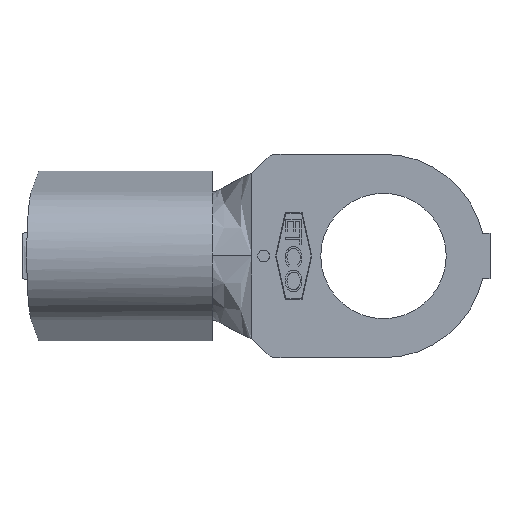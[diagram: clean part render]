
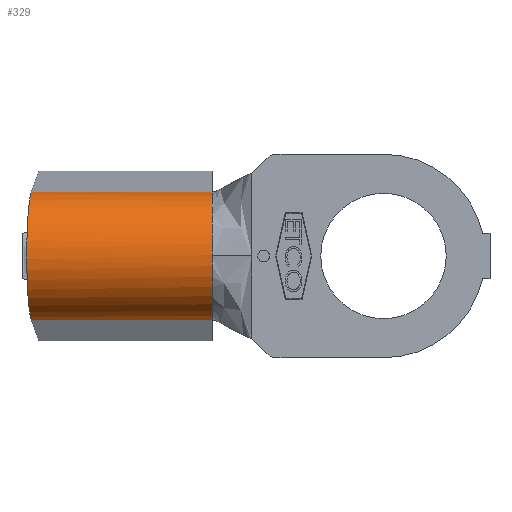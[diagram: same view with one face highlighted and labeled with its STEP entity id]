
A CAD part, front view. The second image highlights one B-rep face of the part: STEP entity #329.
In plain terms, the highlighted cylindrical face has radius 3.48 mm (diameter 6.96 mm), a partial arc.
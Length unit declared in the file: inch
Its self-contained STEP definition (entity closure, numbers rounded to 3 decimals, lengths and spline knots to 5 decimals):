
#163 = CARTESIAN_POINT ( 'NONE',  ( -0.358, 0.137, 0. ) ) ;
#195 = VERTEX_POINT ( 'NONE', #1700 ) ;
#296 = AXIS2_PLACEMENT_3D ( 'NONE', #3839, #941, #4320 ) ;
#329 = ADVANCED_FACE ( 'NONE', ( #5333 ), #1271, .T. ) ;
#409 = LINE ( 'NONE', #3019, #5424 ) ;
#477 = CARTESIAN_POINT ( 'NONE',  ( -0.74465, 0.00939, -0.04985 ) ) ;
#481 = VECTOR ( 'NONE', #1023, 39.37008 ) ;
#503 = ORIENTED_EDGE ( 'NONE', *, *, #540, .F. ) ;
#540 = EDGE_CURVE ( 'NONE', #730, #6104, #4340, .T. ) ;
#644 = EDGE_CURVE ( 'NONE', #6136, #5099, #1168, .T. ) ;
#648 = LINE ( 'NONE', #1987, #481 ) ;
#657 = DIRECTION ( 'NONE',  ( 0., 0., -1. ) ) ;
#730 = VERTEX_POINT ( 'NONE', #2410 ) ;
#757 = EDGE_CURVE ( 'NONE', #1839, #195, #5179, .T. ) ;
#873 = ORIENTED_EDGE ( 'NONE', *, *, #5060, .T. ) ;
#919 = CARTESIAN_POINT ( 'NONE',  ( -0.7445, 0.00938, -0.04981 ) ) ;
#941 = DIRECTION ( 'NONE',  ( 1., 0., 0. ) ) ;
#966 = CARTESIAN_POINT ( 'NONE',  ( -0.74518, 0.00924, 0.04946 ) ) ;
#980 = CARTESIAN_POINT ( 'NONE',  ( -0.74437, 0.00952, -0.05019 ) ) ;
#1023 = DIRECTION ( 'NONE',  ( -1., 0., 0. ) ) ;
#1040 = CARTESIAN_POINT ( 'NONE',  ( -0.74484, 0.00931, -0.04963 ) ) ;
#1108 = ORIENTED_EDGE ( 'NONE', *, *, #1624, .T. ) ;
#1168 = B_SPLINE_CURVE_WITH_KNOTS ( 'NONE', 3,
 ( #3979, #3957, #5380, #3937, #1570, #2128, #3765, #1741, #4276, #4616 ),
 .UNSPECIFIED., .F., .F.,
 ( 4, 3, 3, 4 ),
 ( 0., 0.00002, 0.00003, 0.00005 ),
 .UNSPECIFIED. ) ;
#1187 = EDGE_CURVE ( 'NONE', #1984, #1839, #1821, .T. ) ;
#1271 = CYLINDRICAL_SURFACE ( 'NONE', #4600, 0.137 ) ;
#1280 = ORIENTED_EDGE ( 'NONE', *, *, #2939, .T. ) ;
#1337 = EDGE_CURVE ( 'NONE', #5116, #5257, #5830, .T. ) ;
#1400 = VERTEX_POINT ( 'NONE', #1490 ) ;
#1458 = CARTESIAN_POINT ( 'NONE',  ( -0.73967, 0.06096, 0.12262 ) ) ;
#1481 = CARTESIAN_POINT ( 'NONE',  ( -0.7442, 0.00968, -0.05059 ) ) ;
#1490 = CARTESIAN_POINT ( 'NONE',  ( -0.73582, 0.10496, 0.1332 ) ) ;
#1504 = CARTESIAN_POINT ( 'NONE',  ( -0.358, 0.137, 0. ) ) ;
#1570 = CARTESIAN_POINT ( 'NONE',  ( -0.74435, 0.00954, 0.05022 ) ) ;
#1575 = DIRECTION ( 'NONE',  ( -1., 0., 0. ) ) ;
#1624 = EDGE_CURVE ( 'NONE', #6225, #1400, #409, .T. ) ;
#1700 = CARTESIAN_POINT ( 'NONE',  ( -0.74417, 0.00945, 0.05 ) ) ;
#1741 = CARTESIAN_POINT ( 'NONE',  ( -0.74477, 0.00934, 0.04971 ) ) ;
#1821 = B_SPLINE_CURVE_WITH_KNOTS ( 'NONE', 3,
 ( #4263, #1040, #919, #2100 ),
 .UNSPECIFIED., .F., .F.,
 ( 4, 4 ),
 ( 0., 0.00003 ),
 .UNSPECIFIED. ) ;
#1839 = VERTEX_POINT ( 'NONE', #3789 ) ;
#1930 = DIRECTION ( 'NONE',  ( -1., 0., 0. ) ) ;
#1955 = CARTESIAN_POINT ( 'NONE',  ( -0.73582, 0.10496, 0.1332 ) ) ;
#1977 = CARTESIAN_POINT ( 'NONE',  ( -0.74414, 0.00986, -0.05103 ) ) ;
#1984 = VERTEX_POINT ( 'NONE', #5560 ) ;
#1987 = CARTESIAN_POINT ( 'NONE',  ( -0.358, 0.10496, -0.1332 ) ) ;
#2088 = CARTESIAN_POINT ( 'NONE',  ( -0.74414, 0.00986, -0.05103 ) ) ;
#2100 = CARTESIAN_POINT ( 'NONE',  ( -0.74417, 0.00945, -0.05 ) ) ;
#2128 = CARTESIAN_POINT ( 'NONE',  ( -0.74447, 0.00947, 0.05004 ) ) ;
#2263 = CARTESIAN_POINT ( 'NONE',  ( -0.73582, 0.10496, -0.1332 ) ) ;
#2398 = ORIENTED_EDGE ( 'NONE', *, *, #1337, .T. ) ;
#2410 = CARTESIAN_POINT ( 'NONE',  ( -0.358, 0.00001, 0.00162 ) ) ;
#2425 = CARTESIAN_POINT ( 'NONE',  ( -0.74518, 0.00924, -0.04946 ) ) ;
#2428 = CARTESIAN_POINT ( 'NONE',  ( -0.74266, 0.02672, 0.09303 ) ) ;
#2650 = ORIENTED_EDGE ( 'NONE', *, *, #4213, .F. ) ;
#2756 = DIRECTION ( 'NONE',  ( 0., 0., 1. ) ) ;
#2939 = EDGE_CURVE ( 'NONE', #1984, #5116, #4439, .T. ) ;
#3019 = CARTESIAN_POINT ( 'NONE',  ( -0.358, 0.10496, 0.1332 ) ) ;
#3044 = B_SPLINE_CURVE_WITH_KNOTS ( 'NONE', 3,
 ( #5776, #4795, #3861, #966 ),
 .UNSPECIFIED., .F., .F.,
 ( 4, 4 ),
 ( 0., 0.00003 ),
 .UNSPECIFIED. ) ;
#3079 = DIRECTION ( 'NONE',  ( 1., 0., 0. ) ) ;
#3348 = CARTESIAN_POINT ( 'NONE',  ( -0.74417, 0.00945, -0.05 ) ) ;
#3390 = CARTESIAN_POINT ( 'NONE',  ( -0.7448, 0.00933, -0.04969 ) ) ;
#3482 = ORIENTED_EDGE ( 'NONE', *, *, #757, .F. ) ;
#3590 = CARTESIAN_POINT ( 'NONE',  ( -0.74417, 0.00945, 0.05 ) ) ;
#3765 = CARTESIAN_POINT ( 'NONE',  ( -0.74462, 0.0094, 0.04988 ) ) ;
#3789 = CARTESIAN_POINT ( 'NONE',  ( -0.74417, 0.00945, -0.05 ) ) ;
#3815 = CARTESIAN_POINT ( 'NONE',  ( -0.73582, 0.10496, -0.1332 ) ) ;
#3839 = CARTESIAN_POINT ( 'NONE',  ( -0.358, 0.137, 0. ) ) ;
#3861 = CARTESIAN_POINT ( 'NONE',  ( -0.74484, 0.00931, 0.04963 ) ) ;
#3873 = CARTESIAN_POINT ( 'NONE',  ( -0.7445, 0.00945, -0.05 ) ) ;
#3937 = CARTESIAN_POINT ( 'NONE',  ( -0.74427, 0.00962, 0.05042 ) ) ;
#3957 = CARTESIAN_POINT ( 'NONE',  ( -0.74414, 0.00978, 0.05082 ) ) ;
#3979 = CARTESIAN_POINT ( 'NONE',  ( -0.74414, 0.00986, 0.05103 ) ) ;
#3993 = CARTESIAN_POINT ( 'NONE',  ( -0.74414, 0.00986, -0.05103 ) ) ;
#4012 = CARTESIAN_POINT ( 'NONE',  ( -0.73967, 0.06096, -0.12262 ) ) ;
#4213 = EDGE_CURVE ( 'NONE', #195, #5099, #3044, .T. ) ;
#4263 = CARTESIAN_POINT ( 'NONE',  ( -0.74518, 0.00924, -0.04946 ) ) ;
#4275 = CARTESIAN_POINT ( 'NONE',  ( -0.358, 0.10496, 0.1332 ) ) ;
#4276 = CARTESIAN_POINT ( 'NONE',  ( -0.74497, 0.00928, 0.04956 ) ) ;
#4316 = EDGE_CURVE ( 'NONE', #6104, #5257, #648, .T. ) ;
#4317 = CIRCLE ( 'NONE', #296, 0.137 ) ;
#4320 = DIRECTION ( 'NONE',  ( 0., 0., -1. ) ) ;
#4340 = CIRCLE ( 'NONE', #5258, 0.137 ) ;
#4352 = CARTESIAN_POINT ( 'NONE',  ( -0.74429, 0.0096, -0.05038 ) ) ;
#4439 = B_SPLINE_CURVE_WITH_KNOTS ( 'NONE', 3,
 ( #2425, #6285, #3390, #477, #3873, #980, #4352, #1481, #4842, #1977 ),
 .UNSPECIFIED., .F., .F.,
 ( 4, 3, 3, 4 ),
 ( 0., 0.00002, 0.00003, 0.00005 ),
 .UNSPECIFIED. ) ;
#4545 = ORIENTED_EDGE ( 'NONE', *, *, #4316, .F. ) ;
#4600 = AXIS2_PLACEMENT_3D ( 'NONE', #1504, #1930, #2756 ) ;
#4616 = CARTESIAN_POINT ( 'NONE',  ( -0.74518, 0.00924, 0.04946 ) ) ;
#4795 = CARTESIAN_POINT ( 'NONE',  ( -0.7445, 0.00938, 0.04981 ) ) ;
#4842 = CARTESIAN_POINT ( 'NONE',  ( -0.74415, 0.00977, -0.05081 ) ) ;
#5060 = EDGE_CURVE ( 'NONE', #1400, #6136, #5912, .T. ) ;
#5099 = VERTEX_POINT ( 'NONE', #5932 ) ;
#5116 = VERTEX_POINT ( 'NONE', #2088 ) ;
#5122 = ORIENTED_EDGE ( 'NONE', *, *, #1187, .F. ) ;
#5171 = CARTESIAN_POINT ( 'NONE',  ( -0.74414, 0.00986, 0.05103 ) ) ;
#5179 =( BOUNDED_CURVE ( )  B_SPLINE_CURVE ( 3, ( #3348, #6241, #6004, #3590 ),
 .UNSPECIFIED., .F., .T. ) 
 B_SPLINE_CURVE_WITH_KNOTS ( ( 4, 4 ),
 ( 5.90959, 6.65678 ),
 .UNSPECIFIED. ) 
 CURVE ( )  GEOMETRIC_REPRESENTATION_ITEM ( )  RATIONAL_B_SPLINE_CURVE ( ( 1., 0.954, 0.954, 1. ) ) 
 REPRESENTATION_ITEM ( '' )  );
#5257 = VERTEX_POINT ( 'NONE', #2263 ) ;
#5258 = AXIS2_PLACEMENT_3D ( 'NONE', #163, #3079, #657 ) ;
#5277 = ORIENTED_EDGE ( 'NONE', *, *, #5388, .F. ) ;
#5333 = FACE_OUTER_BOUND ( 'NONE', #5723, .T. ) ;
#5380 = CARTESIAN_POINT ( 'NONE',  ( -0.74419, 0.00969, 0.05061 ) ) ;
#5388 = EDGE_CURVE ( 'NONE', #6225, #730, #4317, .T. ) ;
#5424 = VECTOR ( 'NONE', #1575, 39.37008 ) ;
#5528 = ORIENTED_EDGE ( 'NONE', *, *, #644, .T. ) ;
#5560 = CARTESIAN_POINT ( 'NONE',  ( -0.74518, 0.00924, -0.04946 ) ) ;
#5624 = CARTESIAN_POINT ( 'NONE',  ( -0.358, 0.10496, -0.1332 ) ) ;
#5723 = EDGE_LOOP ( 'NONE', ( #873, #5528, #2650, #3482, #5122, #1280, #2398, #4545, #503, #5277, #1108 ) ) ;
#5776 = CARTESIAN_POINT ( 'NONE',  ( -0.74417, 0.00945, 0.05 ) ) ;
#5792 = CARTESIAN_POINT ( 'NONE',  ( -0.74414, 0.00986, 0.05103 ) ) ;
#5830 =( BOUNDED_CURVE ( )  B_SPLINE_CURVE ( 3, ( #3993, #6207, #4012, #3815 ),
 .UNSPECIFIED., .F., .T. ) 
 B_SPLINE_CURVE_WITH_KNOTS ( ( 4, 4 ),
 ( 0.3817, 1.33478 ),
 .UNSPECIFIED. ) 
 CURVE ( )  GEOMETRIC_REPRESENTATION_ITEM ( )  RATIONAL_B_SPLINE_CURVE ( ( 1., 0.926, 0.926, 1. ) ) 
 REPRESENTATION_ITEM ( '' )  );
#5912 =( BOUNDED_CURVE ( )  B_SPLINE_CURVE ( 3, ( #1955, #1458, #2428, #5792 ),
 .UNSPECIFIED., .F., .T. ) 
 B_SPLINE_CURVE_WITH_KNOTS ( ( 4, 4 ),
 ( 4.94841, 5.90149 ),
 .UNSPECIFIED. ) 
 CURVE ( )  GEOMETRIC_REPRESENTATION_ITEM ( )  RATIONAL_B_SPLINE_CURVE ( ( 1., 0.926, 0.926, 1. ) ) 
 REPRESENTATION_ITEM ( '' )  );
#5932 = CARTESIAN_POINT ( 'NONE',  ( -0.74518, 0.00924, 0.04946 ) ) ;
#6004 = CARTESIAN_POINT ( 'NONE',  ( -0.74529, -0.0033, 0.01747 ) ) ;
#6104 = VERTEX_POINT ( 'NONE', #5624 ) ;
#6136 = VERTEX_POINT ( 'NONE', #5171 ) ;
#6207 = CARTESIAN_POINT ( 'NONE',  ( -0.74266, 0.02672, -0.09303 ) ) ;
#6225 = VERTEX_POINT ( 'NONE', #4275 ) ;
#6241 = CARTESIAN_POINT ( 'NONE',  ( -0.74529, -0.0033, -0.01747 ) ) ;
#6285 = CARTESIAN_POINT ( 'NONE',  ( -0.74498, 0.00928, -0.04956 ) ) ;
